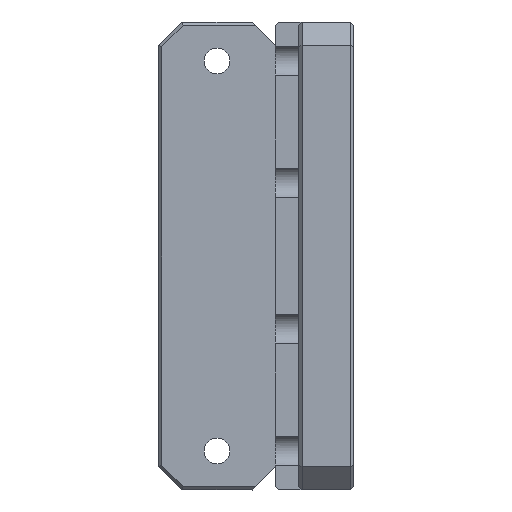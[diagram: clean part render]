
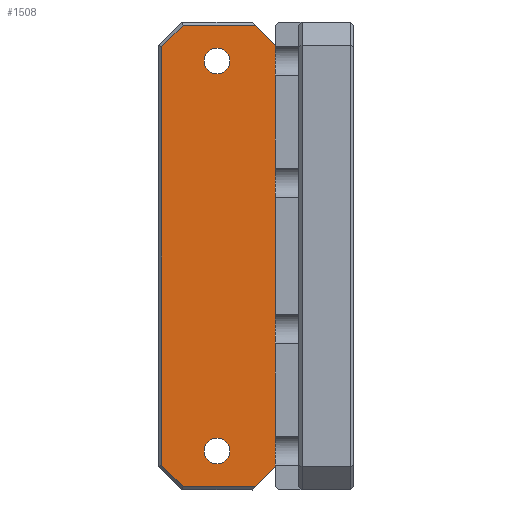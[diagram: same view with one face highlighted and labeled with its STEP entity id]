
A CAD part, left-side view. The second image highlights one B-rep face of the part: STEP entity #1508.
In plain terms, the highlighted planar face has unit normal (-1, 0, 0).
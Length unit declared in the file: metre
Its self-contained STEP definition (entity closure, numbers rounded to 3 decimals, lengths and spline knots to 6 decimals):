
#30=CIRCLE('',#1626,0.00165);
#31=CIRCLE('',#1627,0.00165);
#198=ORIENTED_EDGE('',*,*,#580,.F.);
#199=ORIENTED_EDGE('',*,*,#581,.F.);
#200=ORIENTED_EDGE('',*,*,#582,.T.);
#201=ORIENTED_EDGE('',*,*,#583,.T.);
#202=ORIENTED_EDGE('',*,*,#584,.F.);
#203=ORIENTED_EDGE('',*,*,#571,.T.);
#204=ORIENTED_EDGE('',*,*,#585,.F.);
#205=ORIENTED_EDGE('',*,*,#586,.T.);
#206=ORIENTED_EDGE('',*,*,#587,.T.);
#207=ORIENTED_EDGE('',*,*,#588,.T.);
#571=EDGE_CURVE('',#758,#755,#901,.T.);
#580=EDGE_CURVE('',#764,#764,#30,.F.);
#581=EDGE_CURVE('',#765,#765,#31,.F.);
#582=EDGE_CURVE('',#766,#767,#910,.T.);
#583=EDGE_CURVE('',#767,#768,#911,.T.);
#584=EDGE_CURVE('',#758,#768,#912,.T.);
#585=EDGE_CURVE('',#769,#755,#913,.T.);
#586=EDGE_CURVE('',#769,#770,#914,.T.);
#587=EDGE_CURVE('',#770,#771,#915,.T.);
#588=EDGE_CURVE('',#771,#766,#916,.T.);
#755=VERTEX_POINT('',#2283);
#758=VERTEX_POINT('',#2290);
#764=VERTEX_POINT('',#2322);
#765=VERTEX_POINT('',#2324);
#766=VERTEX_POINT('',#2326);
#767=VERTEX_POINT('',#2327);
#768=VERTEX_POINT('',#2329);
#769=VERTEX_POINT('',#2332);
#770=VERTEX_POINT('',#2334);
#771=VERTEX_POINT('',#2336);
#901=LINE('',#2304,#1089);
#910=LINE('',#2325,#1098);
#911=LINE('',#2328,#1099);
#912=LINE('',#2330,#1100);
#913=LINE('',#2331,#1101);
#914=LINE('',#2333,#1102);
#915=LINE('',#2335,#1103);
#916=LINE('',#2337,#1104);
#1089=VECTOR('',#1854,1.);
#1098=VECTOR('',#1875,1.);
#1099=VECTOR('',#1876,1.);
#1100=VECTOR('',#1877,1.);
#1101=VECTOR('',#1878,1.);
#1102=VECTOR('',#1879,1.);
#1103=VECTOR('',#1880,1.);
#1104=VECTOR('',#1881,1.);
#1226=EDGE_LOOP('',(#198));
#1227=EDGE_LOOP('',(#199));
#1228=EDGE_LOOP('',(#200,#201,#202,#203,#204,#205,#206,#207));
#1330=FACE_BOUND('',#1226,.T.);
#1331=FACE_BOUND('',#1227,.T.);
#1332=FACE_BOUND('',#1228,.T.);
#1426=PLANE('',#1625);
#1508=ADVANCED_FACE('',(#1330,#1331,#1332),#1426,.F.);
#1625=AXIS2_PLACEMENT_3D('',#2320,#1869,#1870);
#1626=AXIS2_PLACEMENT_3D('',#2321,#1871,#1872);
#1627=AXIS2_PLACEMENT_3D('',#2323,#1873,#1874);
#1854=DIRECTION('',(0.,0.,1.));
#1869=DIRECTION('',(1.,0.,0.));
#1870=DIRECTION('',(0.,-1.,0.));
#1871=DIRECTION('',(1.,0.,0.));
#1872=DIRECTION('',(0.,-1.,0.));
#1873=DIRECTION('',(1.,0.,0.));
#1874=DIRECTION('',(0.,-1.,0.));
#1875=DIRECTION('',(0.,-0.707,-0.707));
#1876=DIRECTION('',(0.,-1.,0.));
#1877=DIRECTION('',(0.,0.707,-0.707));
#1878=DIRECTION('',(0.,-0.707,-0.707));
#1879=DIRECTION('',(0.,1.,0.));
#1880=DIRECTION('',(0.,0.707,-0.707));
#1881=DIRECTION('',(0.,0.,-1.));
#2283=CARTESIAN_POINT('',(0.2269,0.041862,-0.012298));
#2290=CARTESIAN_POINT('',(0.2269,0.041862,-0.066298));
#2304=CARTESIAN_POINT('',(0.2269,0.041862,-0.039298));
#2320=CARTESIAN_POINT('',(0.2269,0.060362,-0.028598));
#2321=CARTESIAN_POINT('',(0.2269,0.049362,-0.064298));
#2322=CARTESIAN_POINT('',(0.2269,0.047712,-0.064298));
#2323=CARTESIAN_POINT('',(0.2269,0.049362,-0.014298));
#2324=CARTESIAN_POINT('',(0.2269,0.047712,-0.014298));
#2325=CARTESIAN_POINT('',(0.2269,0.07718,-0.045415));
#2326=CARTESIAN_POINT('',(0.2269,0.056462,-0.066133));
#2327=CARTESIAN_POINT('',(0.2269,0.053697,-0.068898));
#2328=CARTESIAN_POINT('',(0.2269,0.060362,-0.068898));
#2329=CARTESIAN_POINT('',(0.2269,0.044462,-0.068898));
#2330=CARTESIAN_POINT('',(0.2269,0.043362,-0.067798));
#2331=CARTESIAN_POINT('',(0.2269,0.043362,-0.010798));
#2332=CARTESIAN_POINT('',(0.2269,0.044462,-0.009698));
#2333=CARTESIAN_POINT('',(0.2269,0.060362,-0.009698));
#2334=CARTESIAN_POINT('',(0.2269,0.053697,-0.009698));
#2335=CARTESIAN_POINT('',(0.2269,0.06648,-0.022481));
#2336=CARTESIAN_POINT('',(0.2269,0.056462,-0.012464));
#2337=CARTESIAN_POINT('',(0.2269,0.056462,-0.028598));
